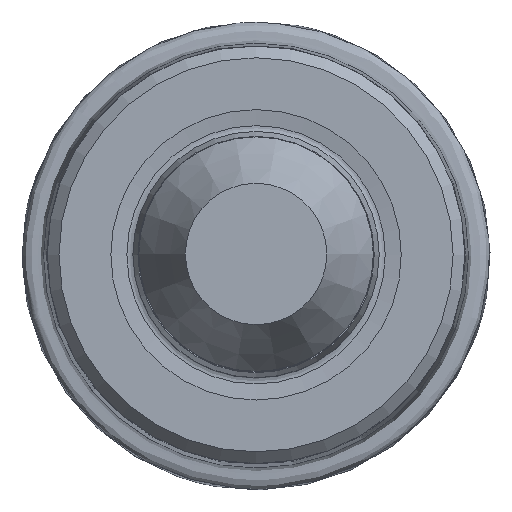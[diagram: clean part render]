
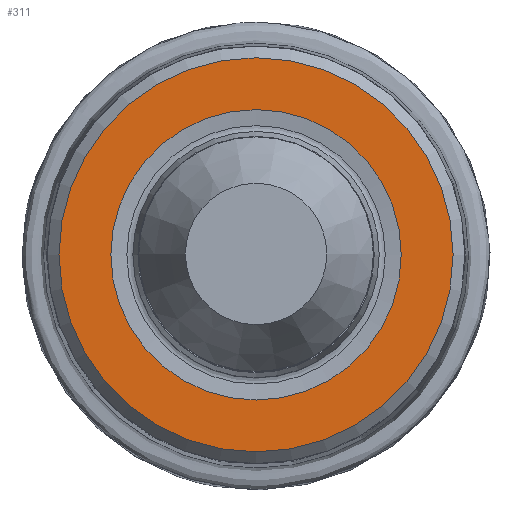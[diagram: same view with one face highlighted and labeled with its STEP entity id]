
A CAD part, top view. The second image highlights one B-rep face of the part: STEP entity #311.
In plain terms, the highlighted planar face has unit normal (0, 0, 1).
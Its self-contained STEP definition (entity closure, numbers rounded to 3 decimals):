
#109=PLANE('',#519);
#141=EDGE_LOOP('',(#197));
#142=EDGE_LOOP('',(#198));
#197=ORIENTED_EDGE('',*,*,#239,.F.);
#198=ORIENTED_EDGE('',*,*,#240,.T.);
#239=EDGE_CURVE('',#397,#397,#267,.T.);
#240=EDGE_CURVE('',#398,#398,#268,.T.);
#267=CIRCLE('',#516,8.4);
#268=CIRCLE('',#518,6.19);
#311=ADVANCED_FACE('CU_SU1',(#354,#355),#109,.F.);
#354=FACE_BOUND('',#141,.T.);
#355=FACE_BOUND('',#142,.T.);
#397=VERTEX_POINT('',#6072);
#398=VERTEX_POINT('',#6075);
#516=AXIS2_PLACEMENT_3D('',#6071,#616,#617);
#518=AXIS2_PLACEMENT_3D('',#6074,#620,#621);
#519=AXIS2_PLACEMENT_3D('',#6076,#622,#623);
#616=DIRECTION('',(0.,0.,-1.));
#617=DIRECTION('',(-1.,0.,0.));
#620=DIRECTION('',(0.,0.,-1.));
#621=DIRECTION('',(-1.,0.,0.));
#622=DIRECTION('',(0.,0.,-1.));
#623=DIRECTION('',(-1.,0.,0.));
#6071=CARTESIAN_POINT('',(0.,0.,0.));
#6072=CARTESIAN_POINT('',(-8.4,0.,0.));
#6074=CARTESIAN_POINT('',(0.,0.,0.));
#6075=CARTESIAN_POINT('',(-6.19,0.,0.));
#6076=CARTESIAN_POINT('',(0.,6.19,0.));
